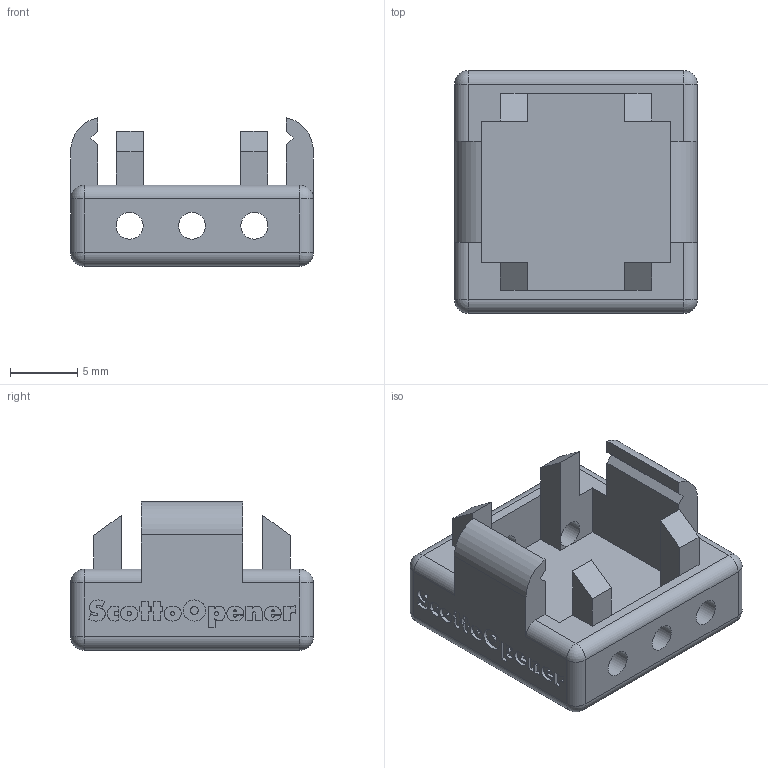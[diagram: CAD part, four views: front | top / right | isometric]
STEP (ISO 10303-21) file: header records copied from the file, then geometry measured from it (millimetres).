
FILE_DESCRIPTION(('HOOPS Exchange Step'),'2;1');
FILE_NAME('temp_export','2023-07-29T19:09:12-04:00',('jscotto'),('Shapr3D Limited'),'HOOPS Exchange 2023.1','Shapr3D','Authorized');
FILE_SCHEMA( ('AUTOMOTIVE_DESIGN { 1 0 10303 214 1 1 1 1 }') );
Length unit declared in the file: millimetre
Products named in the file (1): Cherry
Bounding box: 18 x 18 x 11 mm (x, y, z)
Volume: 1323.1 mm3; surface area: 1637.2 mm2
Topology: 1 solids, 1 shells, 401 faces, 1090 edges, 711 vertices
Faces by surface type: plane 206, bspline 165, cylinder 22, sphere 8
Full cylindrical faces by diameter (mm): 2 x6
Entity records: 14763 total; most frequent: CARTESIAN_POINT 5744, ORIENTED_EDGE 2164, DIRECTION 1279, EDGE_CURVE 1082, VERTEX_POINT 711, VECTOR 699, LINE 699, EDGE_LOOP 441
